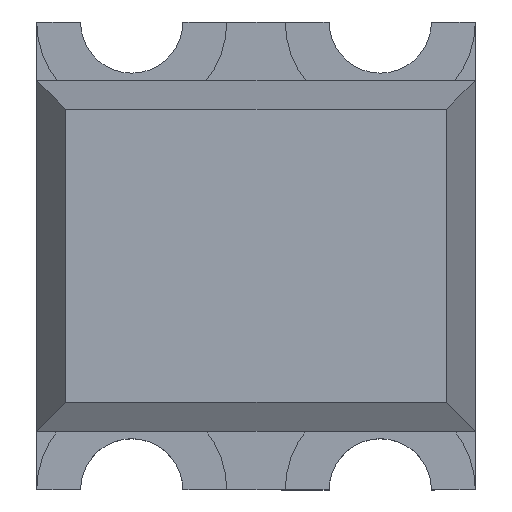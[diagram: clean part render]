
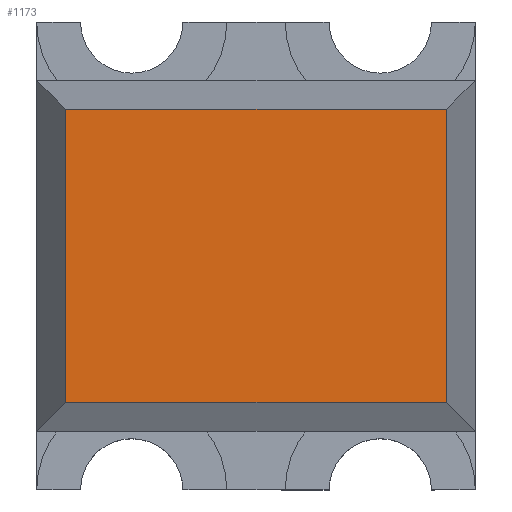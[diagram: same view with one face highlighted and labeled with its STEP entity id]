
A CAD part, top view. The second image highlights one B-rep face of the part: STEP entity #1173.
In plain terms, the highlighted planar face has unit normal (0, 0, 1).
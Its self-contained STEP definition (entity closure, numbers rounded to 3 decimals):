
#101=PLANE('',#1309);
#169=FACE_OUTER_BOUND('',#237,.T.);
#237=EDGE_LOOP('',(#1087,#1088,#1089,#1090));
#359=LINE('',#1952,#491);
#363=LINE('',#1960,#495);
#366=LINE('',#1966,#498);
#369=LINE('',#1971,#501);
#491=VECTOR('',#1617,10.);
#495=VECTOR('',#1623,10.);
#498=VECTOR('',#1628,10.);
#501=VECTOR('',#1633,10.);
#619=VERTEX_POINT('',#1950);
#620=VERTEX_POINT('',#1951);
#623=VERTEX_POINT('',#1959);
#625=VERTEX_POINT('',#1965);
#771=EDGE_CURVE('',#619,#620,#359,.T.);
#775=EDGE_CURVE('',#620,#623,#363,.T.);
#778=EDGE_CURVE('',#623,#625,#366,.T.);
#781=EDGE_CURVE('',#625,#619,#369,.T.);
#1087=ORIENTED_EDGE('',*,*,#771,.F.);
#1088=ORIENTED_EDGE('',*,*,#781,.F.);
#1089=ORIENTED_EDGE('',*,*,#778,.F.);
#1090=ORIENTED_EDGE('',*,*,#775,.F.);
#1173=ADVANCED_FACE('',(#169),#101,.T.);
#1309=AXIS2_PLACEMENT_3D('',#1973,#1635,#1636);
#1617=DIRECTION('',(-1.,0.,0.));
#1623=DIRECTION('',(0.,1.,0.));
#1628=DIRECTION('',(1.,0.,0.));
#1633=DIRECTION('',(0.,-1.,0.));
#1635=DIRECTION('center_axis',(0.,0.,1.));
#1636=DIRECTION('ref_axis',(-1.,0.,0.));
#1950=CARTESIAN_POINT('',(0.651,-0.501,0.7));
#1951=CARTESIAN_POINT('',(-0.651,-0.501,0.7));
#1952=CARTESIAN_POINT('',(-0.75,-0.501,0.7));
#1959=CARTESIAN_POINT('',(-0.651,0.501,0.7));
#1960=CARTESIAN_POINT('',(-0.651,0.6,0.7));
#1965=CARTESIAN_POINT('',(0.651,0.501,0.7));
#1966=CARTESIAN_POINT('',(0.75,0.501,0.7));
#1971=CARTESIAN_POINT('',(0.651,-0.6,0.7));
#1973=CARTESIAN_POINT('Origin',(0.,0.,0.7));
